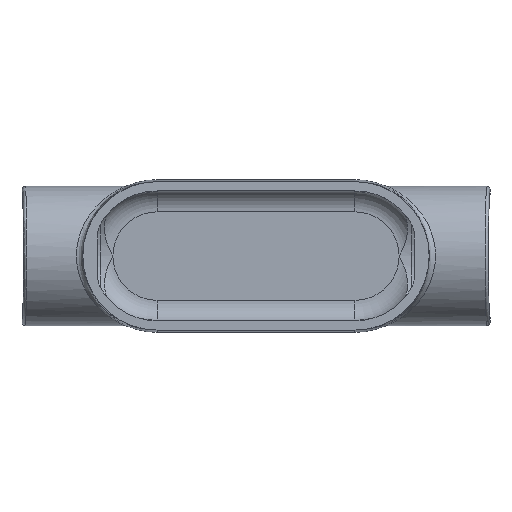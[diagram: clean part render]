
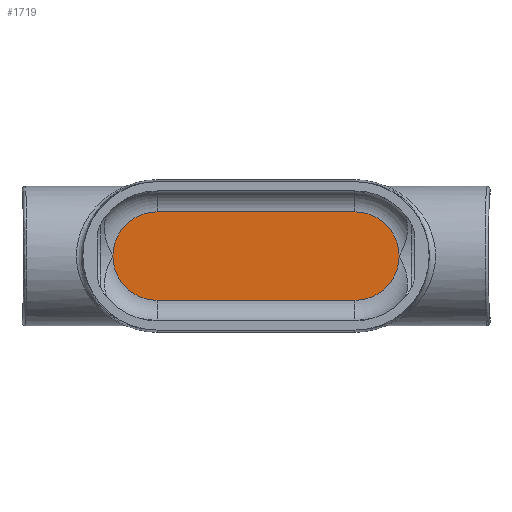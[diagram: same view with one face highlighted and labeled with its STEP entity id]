
A CAD part, top view. The second image highlights one B-rep face of the part: STEP entity #1719.
In plain terms, the highlighted planar face has unit normal (0, 0, 1).
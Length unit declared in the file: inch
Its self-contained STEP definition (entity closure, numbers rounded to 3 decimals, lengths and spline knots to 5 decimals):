
#125=PLANE('',#1939);
#213=FACE_OUTER_BOUND('',#316,.T.);
#316=EDGE_LOOP('',(#1492,#1493,#1494,#1495,#1496,#1497));
#421=LINE('',#5381,#501);
#422=LINE('',#5382,#502);
#501=VECTOR('',#2387,4.);
#502=VECTOR('',#2388,4.);
#636=CIRCLE('',#1919,0.89443);
#637=CIRCLE('',#1921,0.89443);
#642=CIRCLE('',#1931,0.89443);
#643=CIRCLE('',#1933,0.89443);
#758=VERTEX_POINT('',#4878);
#779=VERTEX_POINT('',#5033);
#813=VERTEX_POINT('',#5349);
#814=VERTEX_POINT('',#5353);
#817=VERTEX_POINT('',#5367);
#818=VERTEX_POINT('',#5371);
#1044=EDGE_CURVE('',#813,#779,#636,.F.);
#1045=EDGE_CURVE('',#779,#814,#637,.F.);
#1053=EDGE_CURVE('',#817,#758,#642,.F.);
#1054=EDGE_CURVE('',#758,#818,#643,.F.);
#1059=EDGE_CURVE('',#818,#813,#421,.T.);
#1060=EDGE_CURVE('',#814,#817,#422,.T.);
#1492=ORIENTED_EDGE('',*,*,#1045,.F.);
#1493=ORIENTED_EDGE('',*,*,#1044,.F.);
#1494=ORIENTED_EDGE('',*,*,#1059,.F.);
#1495=ORIENTED_EDGE('',*,*,#1054,.F.);
#1496=ORIENTED_EDGE('',*,*,#1053,.F.);
#1497=ORIENTED_EDGE('',*,*,#1060,.F.);
#1719=ADVANCED_FACE('',(#213),#125,.T.);
#1919=AXIS2_PLACEMENT_3D('',#5351,#2341,#2342);
#1921=AXIS2_PLACEMENT_3D('',#5354,#2345,#2346);
#1931=AXIS2_PLACEMENT_3D('',#5369,#2367,#2368);
#1933=AXIS2_PLACEMENT_3D('',#5372,#2371,#2372);
#1939=AXIS2_PLACEMENT_3D('',#5380,#2385,#2386);
#2341=DIRECTION('center_axis',(0.,0.,1.));
#2342=DIRECTION('ref_axis',(1.,0.,0.));
#2345=DIRECTION('center_axis',(0.,0.,1.));
#2346=DIRECTION('ref_axis',(1.,0.,0.));
#2367=DIRECTION('center_axis',(0.,0.,1.));
#2368=DIRECTION('ref_axis',(1.,0.,0.));
#2371=DIRECTION('center_axis',(0.,0.,1.));
#2372=DIRECTION('ref_axis',(1.,0.,0.));
#2385=DIRECTION('center_axis',(0.,0.,1.));
#2386=DIRECTION('ref_axis',(1.,0.,0.));
#2387=DIRECTION('',(1.,0.,0.));
#2388=DIRECTION('',(-1.,0.,0.));
#4878=CARTESIAN_POINT('',(-2.89443,0.,-1.3125));
#5033=CARTESIAN_POINT('',(2.89443,0.,-1.3125));
#5349=CARTESIAN_POINT('',(2.,0.89443,-1.3125));
#5351=CARTESIAN_POINT('Origin',(2.,0.,-1.3125));
#5353=CARTESIAN_POINT('',(2.,-0.89443,-1.3125));
#5354=CARTESIAN_POINT('Origin',(2.,0.,-1.3125));
#5367=CARTESIAN_POINT('',(-2.,-0.89443,-1.3125));
#5369=CARTESIAN_POINT('Origin',(-2.,0.,-1.3125));
#5371=CARTESIAN_POINT('',(-2.,0.89443,-1.3125));
#5372=CARTESIAN_POINT('Origin',(-2.,0.,-1.3125));
#5380=CARTESIAN_POINT('Origin',(2.,0.,-1.3125));
#5381=CARTESIAN_POINT('',(-2.,0.89443,-1.3125));
#5382=CARTESIAN_POINT('',(2.,-0.89443,-1.3125));
